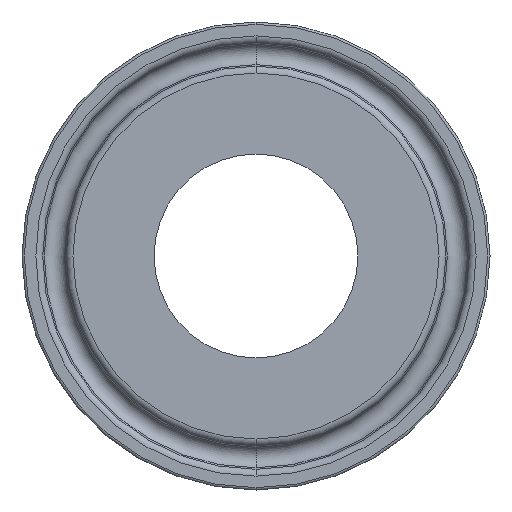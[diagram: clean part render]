
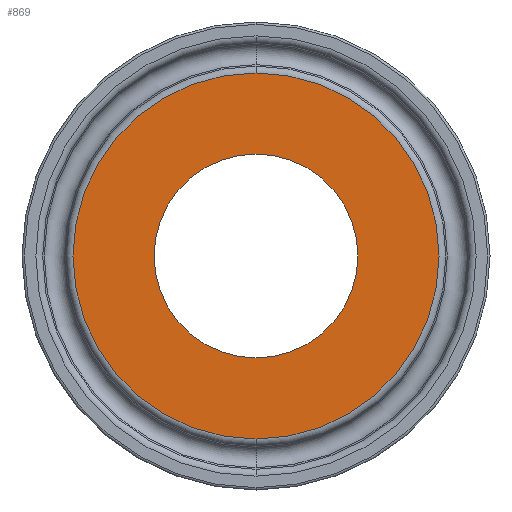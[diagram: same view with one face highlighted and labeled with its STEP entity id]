
A CAD part, front view. The second image highlights one B-rep face of the part: STEP entity #869.
In plain terms, the highlighted planar face has unit normal (0, -1, 0).
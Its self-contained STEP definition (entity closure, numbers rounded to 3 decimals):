
#4 = PLANE ( 'NONE',  #1055 ) ;
#49 = CARTESIAN_POINT ( 'NONE',  ( 0., 0., -11. ) ) ;
#52 = CARTESIAN_POINT ( 'NONE',  ( 0., 0., 0. ) ) ;
#61 = AXIS2_PLACEMENT_3D ( 'NONE', #835, #321, #341 ) ;
#109 = FACE_BOUND ( 'NONE', #737, .T. ) ;
#171 = EDGE_CURVE ( 'NONE', #410, #605, #1051, .T. ) ;
#220 = FACE_OUTER_BOUND ( 'NONE', #421, .T. ) ;
#274 = AXIS2_PLACEMENT_3D ( 'NONE', #653, #465, #960 ) ;
#276 = DIRECTION ( 'NONE',  ( 0., -1., 0. ) ) ;
#321 = DIRECTION ( 'NONE',  ( 0., 1., 0. ) ) ;
#326 = ORIENTED_EDGE ( 'NONE', *, *, #171, .T. ) ;
#341 = DIRECTION ( 'NONE',  ( 0., 0., 1. ) ) ;
#399 = CIRCLE ( 'NONE', #274, 11. ) ;
#410 = VERTEX_POINT ( 'NONE', #800 ) ;
#421 = EDGE_LOOP ( 'NONE', ( #326, #739 ) ) ;
#431 = DIRECTION ( 'NONE',  ( 0., 0., 1. ) ) ;
#465 = DIRECTION ( 'NONE',  ( 0., 1., 0. ) ) ;
#530 = DIRECTION ( 'NONE',  ( 0., 1., 0. ) ) ;
#541 = CARTESIAN_POINT ( 'NONE',  ( 0., 0., -19.747 ) ) ;
#596 = DIRECTION ( 'NONE',  ( 0., 0., 1. ) ) ;
#599 = AXIS2_PLACEMENT_3D ( 'NONE', #52, #1275, #431 ) ;
#605 = VERTEX_POINT ( 'NONE', #541 ) ;
#627 = CIRCLE ( 'NONE', #61, 11. ) ;
#653 = CARTESIAN_POINT ( 'NONE',  ( 0., 0., 0. ) ) ;
#724 = CARTESIAN_POINT ( 'NONE',  ( 11., 0., 0. ) ) ;
#737 = EDGE_LOOP ( 'NONE', ( #908, #1001 ) ) ;
#739 = ORIENTED_EDGE ( 'NONE', *, *, #1191, .T. ) ;
#773 = CARTESIAN_POINT ( 'NONE',  ( 0., 0., 0. ) ) ;
#800 = CARTESIAN_POINT ( 'NONE',  ( 0., 0., 19.747 ) ) ;
#821 = DIRECTION ( 'NONE',  ( 0., 0., 1. ) ) ;
#833 = AXIS2_PLACEMENT_3D ( 'NONE', #773, #276, #596 ) ;
#835 = CARTESIAN_POINT ( 'NONE',  ( 0., 0., 0. ) ) ;
#854 = CIRCLE ( 'NONE', #833, 19.747 ) ;
#869 = ADVANCED_FACE ( 'NONE', ( #220, #109 ), #4, .F. ) ;
#878 = CARTESIAN_POINT ( 'NONE',  ( 0., 0., 11. ) ) ;
#908 = ORIENTED_EDGE ( 'NONE', *, *, #1011, .T. ) ;
#927 = EDGE_CURVE ( 'NONE', #1226, #1102, #627, .T. ) ;
#960 = DIRECTION ( 'NONE',  ( 0., 0., 1. ) ) ;
#1001 = ORIENTED_EDGE ( 'NONE', *, *, #927, .T. ) ;
#1011 = EDGE_CURVE ( 'NONE', #1102, #1226, #399, .T. ) ;
#1051 = CIRCLE ( 'NONE', #599, 19.747 ) ;
#1055 = AXIS2_PLACEMENT_3D ( 'NONE', #724, #530, #821 ) ;
#1102 = VERTEX_POINT ( 'NONE', #49 ) ;
#1191 = EDGE_CURVE ( 'NONE', #605, #410, #854, .T. ) ;
#1226 = VERTEX_POINT ( 'NONE', #878 ) ;
#1275 = DIRECTION ( 'NONE',  ( 0., -1., 0. ) ) ;
